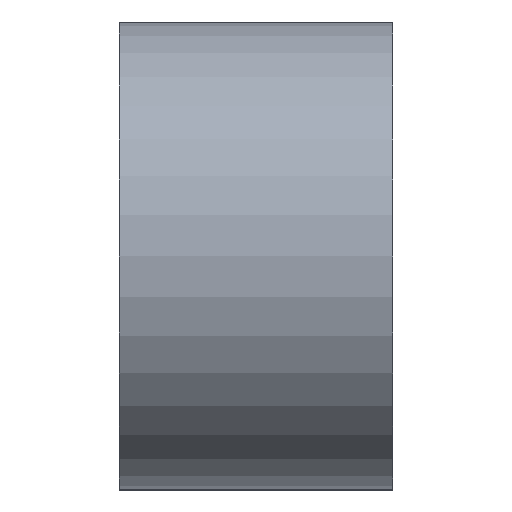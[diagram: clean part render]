
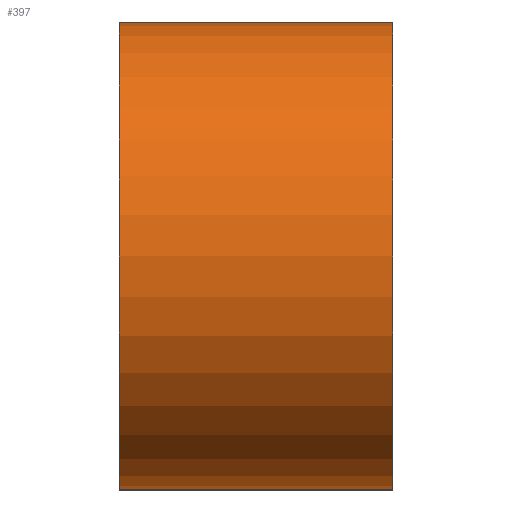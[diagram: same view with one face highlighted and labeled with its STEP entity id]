
A CAD part, front view. The second image highlights one B-rep face of the part: STEP entity #397.
In plain terms, the highlighted cylindrical face has radius 6 mm (diameter 12 mm), a partial arc.
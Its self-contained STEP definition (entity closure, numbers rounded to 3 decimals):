
#17 = AXIS2_PLACEMENT_3D ( 'NONE', #511, #86, #198 ) ;
#34 = ORIENTED_EDGE ( 'NONE', *, *, #658, .F. ) ;
#45 = CARTESIAN_POINT ( 'NONE',  ( 7., 0., 6. ) ) ;
#65 = VECTOR ( 'NONE', #319, 1000. ) ;
#82 = VERTEX_POINT ( 'NONE', #463 ) ;
#86 = DIRECTION ( 'NONE',  ( 1., 0., 0. ) ) ;
#115 = CARTESIAN_POINT ( 'NONE',  ( 7., 0., 0. ) ) ;
#122 = ORIENTED_EDGE ( 'NONE', *, *, #309, .T. ) ;
#130 = DIRECTION ( 'NONE',  ( -1., 0., 0. ) ) ;
#153 = EDGE_LOOP ( 'NONE', ( #122, #34, #562, #582 ) ) ;
#158 = EDGE_CURVE ( 'NONE', #349, #82, #424, .T. ) ;
#198 = DIRECTION ( 'NONE',  ( 0., 0., -1. ) ) ;
#200 = CARTESIAN_POINT ( 'NONE',  ( 7., 0., 6. ) ) ;
#282 = VERTEX_POINT ( 'NONE', #421 ) ;
#290 = EDGE_CURVE ( 'NONE', #349, #687, #685, .T. ) ;
#295 = LINE ( 'NONE', #415, #366 ) ;
#309 = EDGE_CURVE ( 'NONE', #687, #282, #526, .T. ) ;
#312 = DIRECTION ( 'NONE',  ( 1., 0., 0. ) ) ;
#319 = DIRECTION ( 'NONE',  ( -1., 0., 0. ) ) ;
#349 = VERTEX_POINT ( 'NONE', #200 ) ;
#366 = VECTOR ( 'NONE', #130, 1000. ) ;
#397 = ADVANCED_FACE ( 'NONE', ( #597 ), #605, .T. ) ;
#415 = CARTESIAN_POINT ( 'NONE',  ( 7., 0., -6. ) ) ;
#421 = CARTESIAN_POINT ( 'NONE',  ( 0., 0., -6. ) ) ;
#424 = CIRCLE ( 'NONE', #17, 6. ) ;
#463 = CARTESIAN_POINT ( 'NONE',  ( 7., 0., -6. ) ) ;
#492 = DIRECTION ( 'NONE',  ( 0., 0., 1. ) ) ;
#511 = CARTESIAN_POINT ( 'NONE',  ( 7., 0., 0. ) ) ;
#526 = CIRCLE ( 'NONE', #600, 6. ) ;
#536 = DIRECTION ( 'NONE',  ( 0., 0., -1. ) ) ;
#562 = ORIENTED_EDGE ( 'NONE', *, *, #158, .F. ) ;
#582 = ORIENTED_EDGE ( 'NONE', *, *, #290, .T. ) ;
#597 = FACE_OUTER_BOUND ( 'NONE', #153, .T. ) ;
#600 = AXIS2_PLACEMENT_3D ( 'NONE', #644, #312, #536 ) ;
#605 = CYLINDRICAL_SURFACE ( 'NONE', #691, 6. ) ;
#644 = CARTESIAN_POINT ( 'NONE',  ( 0., 0., 0. ) ) ;
#650 = DIRECTION ( 'NONE',  ( -1., 0., 0. ) ) ;
#658 = EDGE_CURVE ( 'NONE', #82, #282, #295, .T. ) ;
#663 = CARTESIAN_POINT ( 'NONE',  ( 0., 0., 6. ) ) ;
#685 = LINE ( 'NONE', #45, #65 ) ;
#687 = VERTEX_POINT ( 'NONE', #663 ) ;
#691 = AXIS2_PLACEMENT_3D ( 'NONE', #115, #650, #492 ) ;
